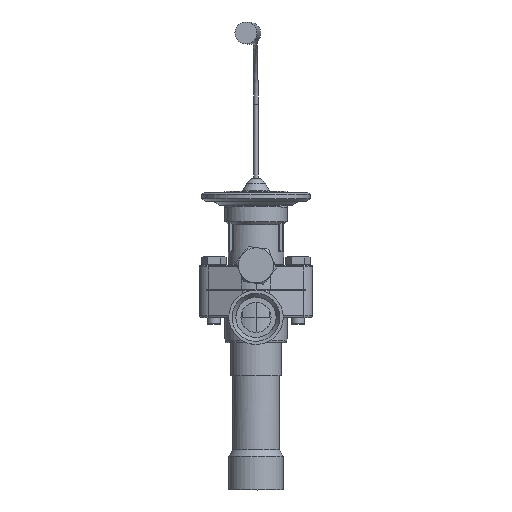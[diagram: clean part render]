
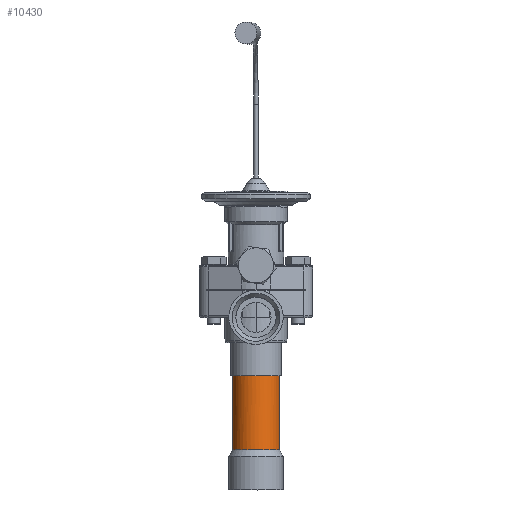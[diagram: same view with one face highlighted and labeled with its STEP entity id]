
A CAD part, top view. The second image highlights one B-rep face of the part: STEP entity #10430.
In plain terms, the highlighted cylindrical face has radius 14 mm (diameter 28 mm), a full revolution.
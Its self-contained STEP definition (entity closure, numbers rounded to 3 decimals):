
#7747=CARTESIAN_POINT('',(-30.252,-7.692,11.5));
#7748=VERTEX_POINT('',#7747);
#7749=CARTESIAN_POINT('',(-22.594,-7.692,-14.22));
#7750=VERTEX_POINT('',#7749);
#7751=CARTESIAN_POINT('',(-30.252,-7.692,-2.5));
#7752=DIRECTION('',(0.,1.,0.));
#7753=DIRECTION('',(0.,-0.,1.));
#7754=AXIS2_PLACEMENT_3D('',#7751,#7752,#7753);
#7755=CIRCLE('',#7754,14.);
#7756=EDGE_CURVE('NONE',#7748,#7750,#7755,.T.);
#7758=CARTESIAN_POINT('',(-30.252,-7.692,-2.5));
#7759=DIRECTION('',(0.,1.,0.));
#7760=DIRECTION('',(0.,-0.,1.));
#7761=AXIS2_PLACEMENT_3D('',#7758,#7759,#7760);
#7762=CIRCLE('',#7761,14.);
#7763=EDGE_CURVE('NONE',#7750,#7748,#7762,.T.);
#10396=CARTESIAN_POINT('',(-30.252,-7.692,-2.5));
#10397=DIRECTION('',(0.,1.,0.));
#10398=DIRECTION('',(0.547,0.,-0.837));
#10399=AXIS2_PLACEMENT_3D('',#10396,#10397,#10398);
#10400=CYLINDRICAL_SURFACE('',#10399,14.);
#10401=CARTESIAN_POINT('',(-22.594,-51.882,-14.22));
#10402=VERTEX_POINT('',#10401);
#10403=CARTESIAN_POINT('',(-22.594,-7.692,-14.22));
#10404=DIRECTION('',(-0.,-1.,-0.));
#10405=VECTOR('',#10404,44.189);
#10406=LINE('',#10403,#10405);
#10407=EDGE_CURVE('',#7750,#10402,#10406,.T.);
#10408=ORIENTED_EDGE('',*,*,#10407,.T.);
#10409=CARTESIAN_POINT('',(-37.909,-51.882,9.22));
#10410=VERTEX_POINT('',#10409);
#10411=CARTESIAN_POINT('',(-30.252,-51.882,-2.5));
#10412=DIRECTION('',(0.,1.,0.));
#10413=DIRECTION('',(0.547,0.,-0.837));
#10414=AXIS2_PLACEMENT_3D('',#10411,#10412,#10413);
#10415=CIRCLE('',#10414,14.);
#10416=EDGE_CURVE('NONE',#10402,#10410,#10415,.T.);
#10417=ORIENTED_EDGE('',*,*,#10416,.T.);
#10418=CARTESIAN_POINT('',(-30.252,-51.882,-2.5));
#10419=DIRECTION('',(0.,1.,0.));
#10420=DIRECTION('',(0.547,0.,-0.837));
#10421=AXIS2_PLACEMENT_3D('',#10418,#10419,#10420);
#10422=CIRCLE('',#10421,14.);
#10423=EDGE_CURVE('NONE',#10410,#10402,#10422,.T.);
#10424=ORIENTED_EDGE('',*,*,#10423,.T.);
#10425=ORIENTED_EDGE('',*,*,#10407,.F.);
#10426=ORIENTED_EDGE('',*,*,#7756,.F.);
#10427=ORIENTED_EDGE('',*,*,#7763,.F.);
#10428=EDGE_LOOP('',(#10408,#10417,#10424,#10425,#10426,#10427));
#10429=FACE_BOUND('',#10428,.T.);
#10430=ADVANCED_FACE('NONE',(#10429),#10400,.T.);
